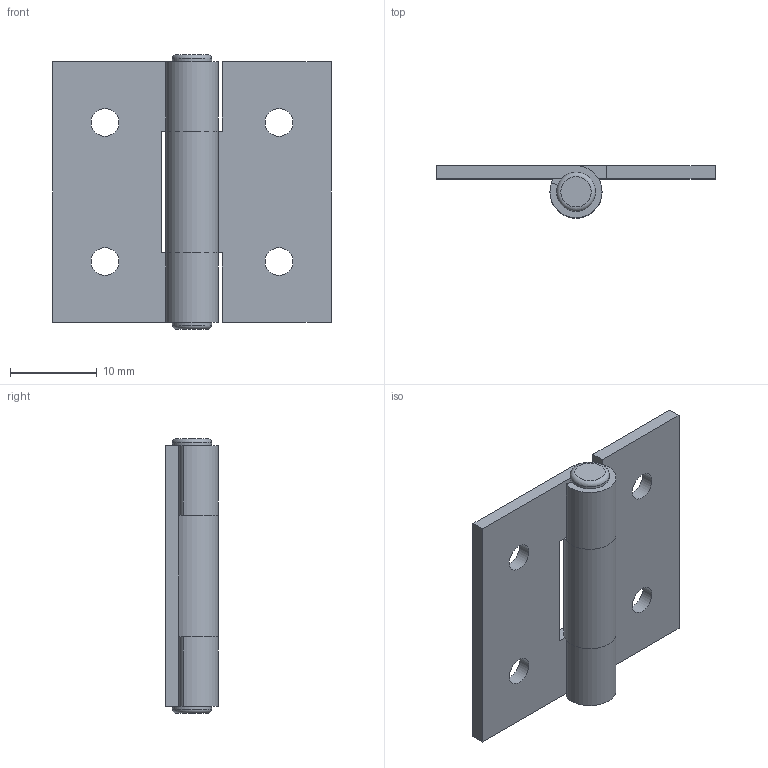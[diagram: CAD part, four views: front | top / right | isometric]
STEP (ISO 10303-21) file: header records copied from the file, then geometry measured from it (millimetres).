
FILE_DESCRIPTION(/* description */ (''),/* implementation_level */ '2;1');
FILE_NAME(/* name */ 'HG3032-15.stp',/* time_stamp */ '2025-10-27T19:23:56+09:00',/* author */ ('user'),/* organization */ (''),/* preprocessor_version */ 'ST-DEVELOPER v15.6',/* originating_system */ 'Autodesk Inventor 2015',/* authorisation */ '');
FILE_SCHEMA (('AUTOMOTIVE_DESIGN { 1 0 10303 214 3 1 1 }'));
Length unit declared in the file: millimetre
Products named in the file (3): HG3032-15-P1; HG3032-15-P2; HG3032-15
Bounding box: 32 x 6 x 31.6 mm (x, y, z)
Volume: 1982.8 mm3; surface area: 3126.8 mm2
Topology: 3 solids, 3 shells, 39 faces, 95 edges, 64 vertices
Faces by surface type: plane 24, cylinder 13, torus 2
Full cylindrical faces by diameter (mm): 3 x1, 3.2 x4, 4.5 x2
Entity records: 1166 total; most frequent: DIRECTION 198, CARTESIAN_POINT 186, ORIENTED_EDGE 164, EDGE_CURVE 82, AXIS2_PLACEMENT_3D 72, VERTEX_POINT 60, EDGE_LOOP 58, LINE 54
